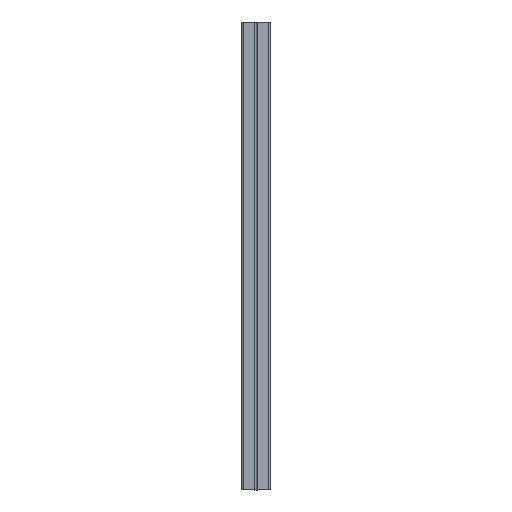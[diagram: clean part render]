
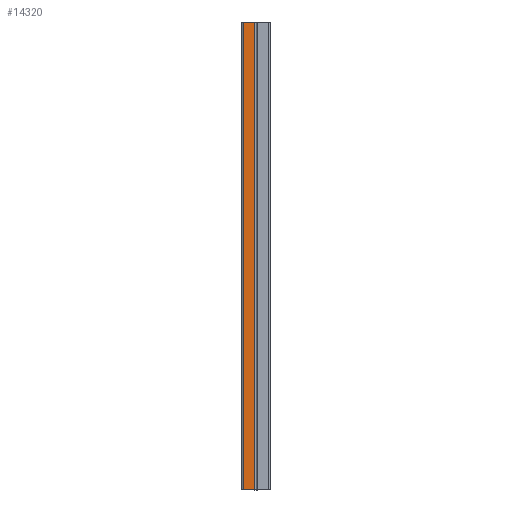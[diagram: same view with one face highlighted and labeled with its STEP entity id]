
A CAD part, left-side view. The second image highlights one B-rep face of the part: STEP entity #14320.
In plain terms, the highlighted planar face has unit normal (-1, 0, 0).
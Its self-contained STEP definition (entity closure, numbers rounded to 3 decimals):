
#1441 = CARTESIAN_POINT ( 'NONE',  ( -20.5, 2.25, 0. ) ) ;
#1836 = LINE ( 'NONE', #33832, #26293 ) ;
#2340 = ORIENTED_EDGE ( 'NONE', *, *, #12715, .T. ) ;
#3496 = VERTEX_POINT ( 'NONE', #8336 ) ;
#3505 = ORIENTED_EDGE ( 'NONE', *, *, #14151, .T. ) ;
#5401 = DIRECTION ( 'NONE',  ( 0., 1., 0. ) ) ;
#6675 = FACE_OUTER_BOUND ( 'NONE', #21802, .T. ) ;
#7077 = VECTOR ( 'NONE', #30940, 1000. ) ;
#7114 = LINE ( 'NONE', #27870, #7077 ) ;
#7186 = DIRECTION ( 'NONE',  ( 1., 0., 0. ) ) ;
#8336 = CARTESIAN_POINT ( 'NONE',  ( -20.5, 2.25, -700. ) ) ;
#9338 = ORIENTED_EDGE ( 'NONE', *, *, #31379, .F. ) ;
#10055 = AXIS2_PLACEMENT_3D ( 'NONE', #22349, #7186, #28376 ) ;
#12715 = EDGE_CURVE ( 'NONE', #3496, #36606, #7114, .T. ) ;
#14151 = EDGE_CURVE ( 'NONE', #36606, #25302, #1836, .T. ) ;
#14320 = ADVANCED_FACE ( 'NONE', ( #6675 ), #19533, .F. ) ;
#15456 = ORIENTED_EDGE ( 'NONE', *, *, #32688, .F. ) ;
#19533 = PLANE ( 'NONE',  #10055 ) ;
#20322 = VECTOR ( 'NONE', #5401, 1000. ) ;
#21802 = EDGE_LOOP ( 'NONE', ( #3505, #9338, #15456, #2340 ) ) ;
#22349 = CARTESIAN_POINT ( 'NONE',  ( -20.5, 0., -350. ) ) ;
#23640 = CARTESIAN_POINT ( 'NONE',  ( -20.5, 0., -700. ) ) ;
#25302 = VERTEX_POINT ( 'NONE', #28069 ) ;
#26293 = VECTOR ( 'NONE', #27834, 1000. ) ;
#27834 = DIRECTION ( 'NONE',  ( 0., 1., 0. ) ) ;
#27870 = CARTESIAN_POINT ( 'NONE',  ( -20.5, 2.25, -350. ) ) ;
#28069 = CARTESIAN_POINT ( 'NONE',  ( -20.5, 18.75, 0. ) ) ;
#28376 = DIRECTION ( 'NONE',  ( 0., 0., -1. ) ) ;
#29289 = VERTEX_POINT ( 'NONE', #29971 ) ;
#29971 = CARTESIAN_POINT ( 'NONE',  ( -20.5, 18.75, -700. ) ) ;
#30940 = DIRECTION ( 'NONE',  ( 0., 0., 1. ) ) ;
#31379 = EDGE_CURVE ( 'NONE', #29289, #25302, #38168, .T. ) ;
#32552 = DIRECTION ( 'NONE',  ( 0., 0., 1. ) ) ;
#32688 = EDGE_CURVE ( 'NONE', #3496, #29289, #33210, .T. ) ;
#33210 = LINE ( 'NONE', #23640, #20322 ) ;
#33832 = CARTESIAN_POINT ( 'NONE',  ( -20.5, 0., 0. ) ) ;
#35895 = CARTESIAN_POINT ( 'NONE',  ( -20.5, 18.75, -350. ) ) ;
#36606 = VERTEX_POINT ( 'NONE', #1441 ) ;
#36728 = VECTOR ( 'NONE', #32552, 1000. ) ;
#38168 = LINE ( 'NONE', #35895, #36728 ) ;
